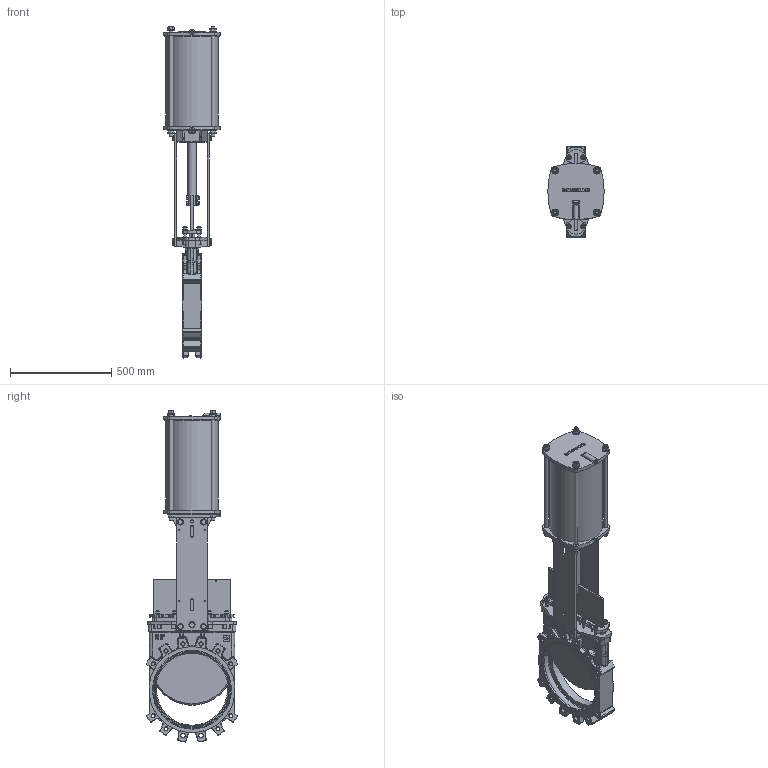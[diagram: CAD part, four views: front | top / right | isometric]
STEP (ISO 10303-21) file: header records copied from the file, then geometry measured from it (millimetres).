
FILE_DESCRIPTION(/* description */ (''),/* implementation_level */ '2;1');
FILE_NAME(/* name */ 'WGP25N-DN350_105876.step',/* time_stamp */ '2025-06-30T11:37:23+02:00',/* author */ (''),/* organization */ (''),/* preprocessor_version */ 'ST-DEVELOPER v20.1',/* originating_system */ 'Autodesk Translation Framework v14.10.0.0',/* authorisation */ '');
FILE_SCHEMA (('AUTOMOTIVE_DESIGN { 1 0 10303 214 3 1 1 }'));
Length unit declared in the file: millimetre
Products named in the file (21): WGP25N-DN350_105876; WGS-BO-GG-SOF-350-K; WGS-GL-GG-350; WGS-BR-CS-F-350; WGS-BR-CS-B-350; WGS-KN-XXX-350; local.DIN.162.310.8; local.DIN.19.278.10; local.DIN.76.66.8; local.DIN.162.250.8; local.DIN.19.280.10; local.DIN.179.12.8; local.DIN.19.228.10; local.DIN.126.15.8; WGS-PL-PD-AL-350-400-K; WGS-CO-PD-AL-350-400-K; WGS-ZY-AL-250-350; WGS-ST-PD-350; WGS-ZB-ST-350; DIN 125 - A 19; DIN 934 - M18 X 2,5
Assembly tree (79 placements, depth 2):
  WGP25N-DN350_105876
    WGS-BO-GG-SOF-350-K
    WGS-GL-GG-350
    WGS-BR-CS-F-350
    WGS-BR-CS-B-350
    WGS-KN-XXX-350
    local.DIN.162.310.8  x10
    local.DIN.19.278.10  x6
    local.DIN.76.66.8  x8
    local.DIN.126.15.8  x10
    local.DIN.162.250.8  x8
    local.DIN.19.280.10  x4
    local.DIN.179.12.8  x2
    local.DIN.19.228.10  x2
    WGS-PL-PD-AL-350-400-K
    WGS-CO-PD-AL-350-400-K
    WGS-ZY-AL-250-350
    WGS-ST-PD-350
    WGS-ZB-ST-350  x4
    DIN 125 - A 19  x8
    DIN 934 - M18 X 2,5  x8
Bounding box: 278 x 450.43 x 1636.65 mm (x, y, z)
Volume: 20859215 mm3; surface area: 3319599.9 mm2
Topology: 79 solids, 79 shells, 2409 faces, 5789 edges, 3621 vertices
Faces by surface type: plane 1012, cylinder 588, cone 301, bspline 293, torus 213, sphere 2
Full cylindrical faces by diameter (mm): 6.25 x8, 6.5 x1, 10.106 x18, 11.053 x2, 11.445 x2, 12 x10, 12.5 x10, 13 x8, 13.835 x6, 14 x1, 14.917 x10, 15.294 x8, 16 x10, 16.2 x1, 16.25 x10, 16.5 x4, 17 x10, 17.2 x2, 17.294 x16, 18 x4, 19 x8, 21 x8, 22 x14, 24 x8, 30 x11, 34 x8, 40 x1, 50 x1, 210 x1, 250 x3
Entity records: 62340 total; most frequent: CARTESIAN_POINT 18101, ORIENTED_EDGE 9224, DIRECTION 8731, EDGE_CURVE 4612, AXIS2_PLACEMENT_3D 3174, VERTEX_POINT 2909, LINE 2383, VECTOR 2383
